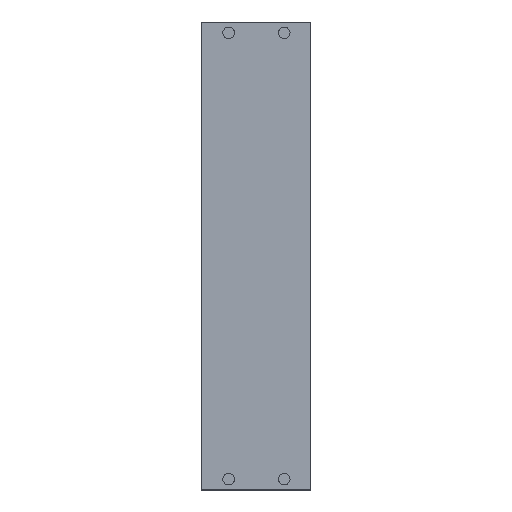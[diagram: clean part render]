
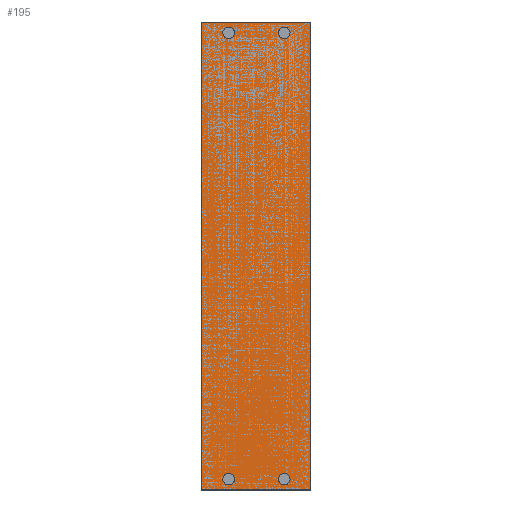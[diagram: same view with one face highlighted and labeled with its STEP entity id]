
A CAD part, top view. The second image highlights one B-rep face of the part: STEP entity #195.
In plain terms, the highlighted planar face has unit normal (0, 0, 1).
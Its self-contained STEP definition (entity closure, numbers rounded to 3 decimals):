
#66 = VERTEX_POINT('',#67);
#67 = CARTESIAN_POINT('',(0.,0.,1.4));
#82 = VERTEX_POINT('',#83);
#83 = CARTESIAN_POINT('',(0.,128.5,1.4));
#89 = EDGE_CURVE('',#66,#82,#90,.T.);
#90 = LINE('',#91,#92);
#91 = CARTESIAN_POINT('',(0.,0.,1.4));
#92 = VECTOR('',#93,1.);
#93 = DIRECTION('',(-0.,1.,0.));
#106 = VERTEX_POINT('',#107);
#107 = CARTESIAN_POINT('',(30.,0.,1.4));
#122 = VERTEX_POINT('',#123);
#123 = CARTESIAN_POINT('',(30.,128.5,1.4));
#129 = EDGE_CURVE('',#106,#122,#130,.T.);
#130 = LINE('',#131,#132);
#131 = CARTESIAN_POINT('',(30.,0.,1.4));
#132 = VECTOR('',#133,1.);
#133 = DIRECTION('',(-0.,1.,0.));
#150 = EDGE_CURVE('',#66,#106,#151,.T.);
#151 = LINE('',#152,#153);
#152 = CARTESIAN_POINT('',(0.,0.,1.4));
#153 = VECTOR('',#154,1.);
#154 = DIRECTION('',(1.,0.,-0.));
#172 = EDGE_CURVE('',#82,#122,#173,.T.);
#173 = LINE('',#174,#175);
#174 = CARTESIAN_POINT('',(0.,128.5,1.4));
#175 = VECTOR('',#176,1.);
#176 = DIRECTION('',(1.,0.,-0.));
#195 = ADVANCED_FACE('',(#196),#202,.T.);
#196 = FACE_BOUND('',#197,.T.);
#197 = EDGE_LOOP('',(#198,#199,#200,#201));
#198 = ORIENTED_EDGE('',*,*,#89,.F.);
#199 = ORIENTED_EDGE('',*,*,#150,.T.);
#200 = ORIENTED_EDGE('',*,*,#129,.T.);
#201 = ORIENTED_EDGE('',*,*,#172,.F.);
#202 = PLANE('',#203);
#203 = AXIS2_PLACEMENT_3D('',#204,#205,#206);
#204 = CARTESIAN_POINT('',(0.,0.,1.4));
#205 = DIRECTION('',(0.,0.,1.));
#206 = DIRECTION('',(1.,0.,-0.));
